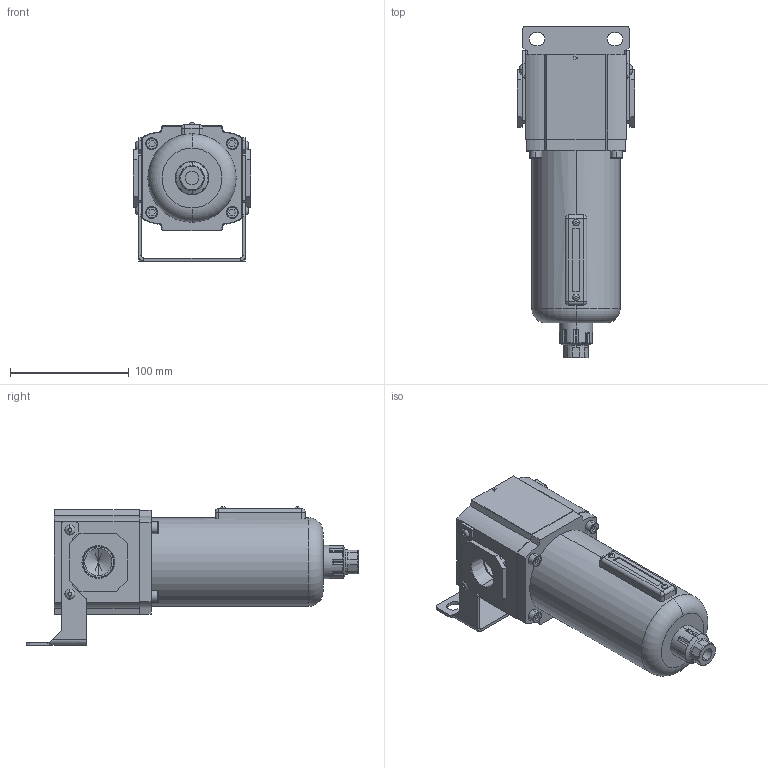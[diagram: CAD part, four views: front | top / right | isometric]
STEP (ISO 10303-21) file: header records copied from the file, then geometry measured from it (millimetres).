
FILE_DESCRIPTION (( 'STEP AP203' ), '1' );
FILE_NAME ('AF-663-A.step', '2015-11-09T22:38:08', ( '' ), ( '' ), 'SwSTEP 2.0', 'SolidWorks 2015', '' );
FILE_SCHEMA (( 'CONFIG_CONTROL_DESIGN' ));
Length unit declared in the file: millimetre
Products named in the file (1): AF-663-A
Bounding box: 99 x 280 x 116.47 mm (x, y, z)
Volume: 1246573.9 mm3; surface area: 118904.8 mm2
Topology: 8 solids, 8 shells, 384 faces, 975 edges, 622 vertices
Faces by surface type: plane 233, cylinder 88, torus 36, cone 23, sphere 4
Entity records: 11764 total; most frequent: CARTESIAN_POINT 2394, ORIENTED_EDGE 1934, DIRECTION 1917, EDGE_CURVE 967, AXIS2_PLACEMENT_3D 655, VERTEX_POINT 622, LINE 607, VECTOR 607
